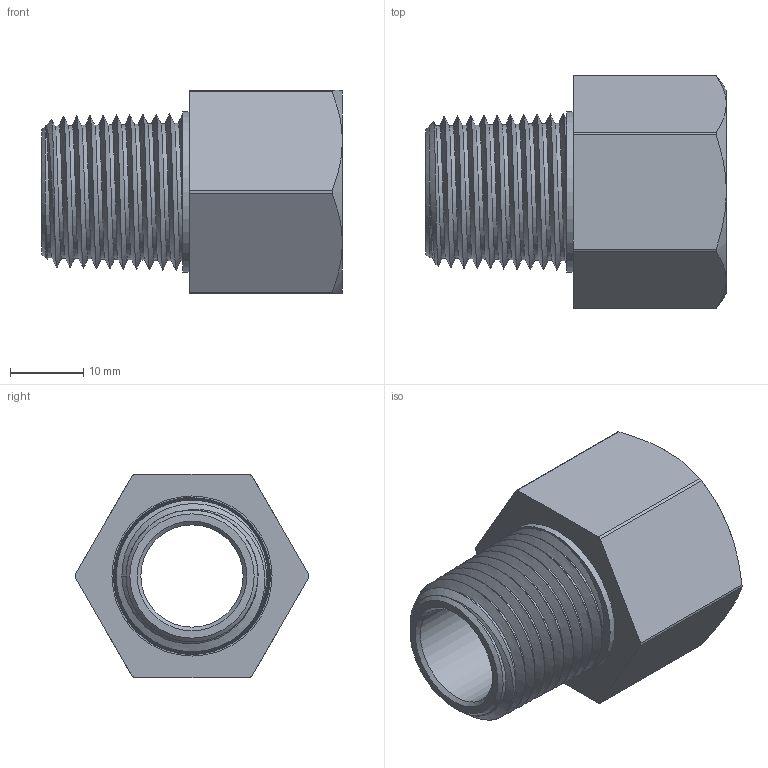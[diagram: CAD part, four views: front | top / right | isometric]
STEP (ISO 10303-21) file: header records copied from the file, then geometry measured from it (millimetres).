
FILE_DESCRIPTION(/* description */ ('Adapter Metall Ex NPT 1/2" / M20x1,5'),/* implementation_level */ '2;1');
FILE_NAME(/* name */ 'RX740454-RST.stp',/* time_stamp */ '2021-03-31T10:56:22+02:00',/* author */ ('sl'),/* organization */ (''),/* preprocessor_version */ 'ST-DEVELOPER v16.5',/* originating_system */ 'Autodesk Inventor 2017',/* authorisation */ '');
FILE_SCHEMA (('AUTOMOTIVE_DESIGN { 1 0 10303 214 3 1 1 }'));
Length unit declared in the file: millimetre
Products named in the file (1): RX740454
Bounding box: 41.2 x 32 x 27.9 mm (x, y, z)
Volume: 11346.9 mm3; surface area: 9275 mm2
Topology: 1 solids, 1 shells, 50 faces, 127 edges, 82 vertices
Faces by surface type: cylinder 20, cone 12, plane 12, bspline 6
Full cylindrical faces by diameter (mm): 14 x1, 18.4 x10, 21.92 x1
Entity records: 6472 total; most frequent: CARTESIAN_POINT 5627, ORIENTED_EDGE 168, DIRECTION 156, EDGE_CURVE 84, AXIS2_PLACEMENT_3D 69, VERTEX_POINT 57, EDGE_LOOP 51, FACE_OUTER_BOUND 39
